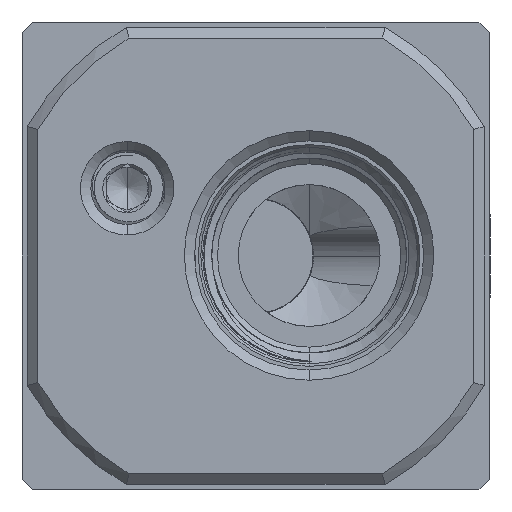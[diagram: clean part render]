
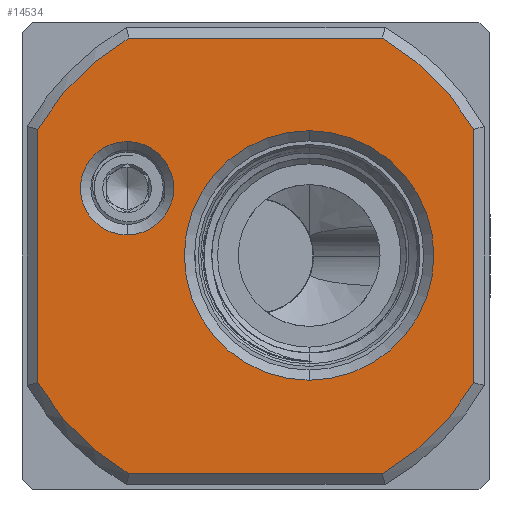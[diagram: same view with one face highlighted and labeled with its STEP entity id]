
A CAD part, left-side view. The second image highlights one B-rep face of the part: STEP entity #14534.
In plain terms, the highlighted planar face has unit normal (-1, 0, 0).
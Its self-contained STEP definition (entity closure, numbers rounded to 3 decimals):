
#275 = FACE_BOUND ( 'NONE', #27499, .T. ) ;
#779 = CARTESIAN_POINT ( 'NONE',  ( -61.94, 34.31, 20.75 ) ) ;
#809 = AXIS2_PLACEMENT_3D ( 'NONE', #7913, #15584, #11037 ) ;
#976 = ORIENTED_EDGE ( 'NONE', *, *, #26475, .T. ) ;
#1293 = CARTESIAN_POINT ( 'NONE',  ( -61.94, 1.5, -12.06 ) ) ;
#1687 = VECTOR ( 'NONE', #18672, 1000. ) ;
#1813 = DIRECTION ( 'NONE',  ( 0., -1., 0. ) ) ;
#1957 = LINE ( 'NONE', #28234, #21265 ) ;
#2028 = DIRECTION ( 'NONE',  ( 0., 0., 1. ) ) ;
#2091 = CIRCLE ( 'NONE', #31503, 11.875 ) ;
#2334 = CARTESIAN_POINT ( 'NONE',  ( -61.94, 1.5, 12.326 ) ) ;
#2588 = CARTESIAN_POINT ( 'NONE',  ( -61.94, 17.17, 11.925 ) ) ;
#2596 = EDGE_CURVE ( 'NONE', #29989, #29902, #3779, .T. ) ;
#2947 = CIRCLE ( 'NONE', #30935, 24. ) ;
#3034 = EDGE_CURVE ( 'NONE', #29280, #20717, #15263, .T. ) ;
#3466 = CARTESIAN_POINT ( 'NONE',  ( -61.94, 0.5, -21.75 ) ) ;
#3505 = EDGE_CURVE ( 'NONE', #26586, #29989, #2947, .T. ) ;
#3779 = LINE ( 'NONE', #19333, #25483 ) ;
#3810 = FACE_BOUND ( 'NONE', #5248, .T. ) ;
#4468 = EDGE_CURVE ( 'NONE', #20717, #29280, #9633, .T. ) ;
#4963 = EDGE_CURVE ( 'NONE', #32104, #12711, #30815, .T. ) ;
#5248 = EDGE_LOOP ( 'NONE', ( #32274, #24866 ) ) ;
#5511 = EDGE_CURVE ( 'NONE', #15191, #32627, #10422, .T. ) ;
#5601 = CARTESIAN_POINT ( 'NONE',  ( -61.94, 10.19, 20.75 ) ) ;
#5795 = LINE ( 'NONE', #2334, #10961 ) ;
#6471 = CARTESIAN_POINT ( 'NONE',  ( -61.94, 22.25, 0. ) ) ;
#6522 = AXIS2_PLACEMENT_3D ( 'NONE', #13781, #26511, #19047 ) ;
#6989 = ORIENTED_EDGE ( 'NONE', *, *, #2596, .T. ) ;
#7075 = ORIENTED_EDGE ( 'NONE', *, *, #3505, .T. ) ;
#7913 = CARTESIAN_POINT ( 'NONE',  ( -61.94, 34.5, 6.45 ) ) ;
#8143 = CARTESIAN_POINT ( 'NONE',  ( -61.94, 34.576, 20.75 ) ) ;
#8234 = DIRECTION ( 'NONE',  ( 0., 0., 1. ) ) ;
#9633 = CIRCLE ( 'NONE', #24909, 4.442 ) ;
#9657 = EDGE_CURVE ( 'NONE', #29902, #10133, #30665, .T. ) ;
#10111 = DIRECTION ( 'NONE',  ( 1., 0., 0. ) ) ;
#10133 = VERTEX_POINT ( 'NONE', #1293 ) ;
#10422 = CIRCLE ( 'NONE', #13322, 11.875 ) ;
#10806 = AXIS2_PLACEMENT_3D ( 'NONE', #25778, #30761, #13116 ) ;
#10961 = VECTOR ( 'NONE', #8234, 1000. ) ;
#10973 = DIRECTION ( 'NONE',  ( 0., 0., 1. ) ) ;
#11037 = DIRECTION ( 'NONE',  ( 0., 0., 1. ) ) ;
#11645 = CARTESIAN_POINT ( 'NONE',  ( -61.94, 34.5, 10.892 ) ) ;
#11954 = DIRECTION ( 'NONE',  ( 1., 0., 0. ) ) ;
#12139 = CARTESIAN_POINT ( 'NONE',  ( -61.94, 22.25, 0. ) ) ;
#12548 = PLANE ( 'NONE',  #13476 ) ;
#12630 = CARTESIAN_POINT ( 'NONE',  ( -61.94, 1.5, 12.06 ) ) ;
#12711 = VERTEX_POINT ( 'NONE', #5601 ) ;
#12908 = FACE_OUTER_BOUND ( 'NONE', #14351, .T. ) ;
#13116 = DIRECTION ( 'NONE',  ( 0., 0., 1. ) ) ;
#13322 = AXIS2_PLACEMENT_3D ( 'NONE', #24738, #11954, #2028 ) ;
#13476 = AXIS2_PLACEMENT_3D ( 'NONE', #3466, #21107, #25958 ) ;
#13652 = CARTESIAN_POINT ( 'NONE',  ( -61.94, 34.5, 2.008 ) ) ;
#13781 = CARTESIAN_POINT ( 'NONE',  ( -61.94, 22.25, 0. ) ) ;
#14351 = EDGE_LOOP ( 'NONE', ( #976, #26296, #15672, #7075, #6989, #15579, #19148, #24628 ) ) ;
#14534 = ADVANCED_FACE ( 'NONE', ( #275, #12908, #3810 ), #12548, .T. ) ;
#14906 = DIRECTION ( 'NONE',  ( 0., 0., 1. ) ) ;
#15191 = VERTEX_POINT ( 'NONE', #2588 ) ;
#15263 = CIRCLE ( 'NONE', #809, 4.442 ) ;
#15579 = ORIENTED_EDGE ( 'NONE', *, *, #9657, .T. ) ;
#15584 = DIRECTION ( 'NONE',  ( -1., 0., 0. ) ) ;
#15626 = DIRECTION ( 'NONE',  ( -1., 0., 0. ) ) ;
#15672 = ORIENTED_EDGE ( 'NONE', *, *, #18083, .T. ) ;
#15757 = DIRECTION ( 'NONE',  ( 0., 0., -1. ) ) ;
#16584 = AXIS2_PLACEMENT_3D ( 'NONE', #6471, #24127, #23684 ) ;
#16615 = VERTEX_POINT ( 'NONE', #19277 ) ;
#17908 = ORIENTED_EDGE ( 'NONE', *, *, #25957, .T. ) ;
#18083 = EDGE_CURVE ( 'NONE', #16615, #26586, #1957, .T. ) ;
#18672 = DIRECTION ( 'NONE',  ( 0., 1., 0. ) ) ;
#19047 = DIRECTION ( 'NONE',  ( 0., 0., 1. ) ) ;
#19148 = ORIENTED_EDGE ( 'NONE', *, *, #28804, .T. ) ;
#19277 = CARTESIAN_POINT ( 'NONE',  ( -61.94, 43., 12.06 ) ) ;
#19333 = CARTESIAN_POINT ( 'NONE',  ( -61.94, 9.924, -20.75 ) ) ;
#19705 = EDGE_CURVE ( 'NONE', #27578, #16615, #30577, .T. ) ;
#20717 = VERTEX_POINT ( 'NONE', #11645 ) ;
#21107 = DIRECTION ( 'NONE',  ( -1., 0., 0. ) ) ;
#21265 = VECTOR ( 'NONE', #15757, 1000. ) ;
#21494 = ORIENTED_EDGE ( 'NONE', *, *, #5511, .T. ) ;
#23684 = DIRECTION ( 'NONE',  ( 0., 0., 1. ) ) ;
#23999 = CARTESIAN_POINT ( 'NONE',  ( -61.94, 10.19, -20.75 ) ) ;
#24127 = DIRECTION ( 'NONE',  ( -1., 0., 0. ) ) ;
#24159 = LINE ( 'NONE', #8143, #1687 ) ;
#24628 = ORIENTED_EDGE ( 'NONE', *, *, #4963, .T. ) ;
#24738 = CARTESIAN_POINT ( 'NONE',  ( -61.94, 17.17, 0.05 ) ) ;
#24866 = ORIENTED_EDGE ( 'NONE', *, *, #3034, .F. ) ;
#24909 = AXIS2_PLACEMENT_3D ( 'NONE', #26054, #15626, #10973 ) ;
#24910 = DIRECTION ( 'NONE',  ( -1., 0., 0. ) ) ;
#25483 = VECTOR ( 'NONE', #1813, 1000. ) ;
#25778 = CARTESIAN_POINT ( 'NONE',  ( -61.94, 22.25, 0. ) ) ;
#25957 = EDGE_CURVE ( 'NONE', #32627, #15191, #2091, .T. ) ;
#25958 = DIRECTION ( 'NONE',  ( 0., 0., 1. ) ) ;
#26054 = CARTESIAN_POINT ( 'NONE',  ( -61.94, 34.5, 6.45 ) ) ;
#26296 = ORIENTED_EDGE ( 'NONE', *, *, #19705, .T. ) ;
#26350 = CARTESIAN_POINT ( 'NONE',  ( -61.94, 43., -12.06 ) ) ;
#26475 = EDGE_CURVE ( 'NONE', #12711, #27578, #24159, .T. ) ;
#26511 = DIRECTION ( 'NONE',  ( -1., 0., 0. ) ) ;
#26515 = CARTESIAN_POINT ( 'NONE',  ( -61.94, 34.31, -20.75 ) ) ;
#26586 = VERTEX_POINT ( 'NONE', #26350 ) ;
#27499 = EDGE_LOOP ( 'NONE', ( #21494, #17908 ) ) ;
#27576 = CARTESIAN_POINT ( 'NONE',  ( -61.94, 17.17, 0.05 ) ) ;
#27578 = VERTEX_POINT ( 'NONE', #779 ) ;
#27827 = CARTESIAN_POINT ( 'NONE',  ( -61.94, 17.17, -11.825 ) ) ;
#28234 = CARTESIAN_POINT ( 'NONE',  ( -61.94, 43., -12.326 ) ) ;
#28804 = EDGE_CURVE ( 'NONE', #10133, #32104, #5795, .T. ) ;
#29280 = VERTEX_POINT ( 'NONE', #13652 ) ;
#29902 = VERTEX_POINT ( 'NONE', #23999 ) ;
#29989 = VERTEX_POINT ( 'NONE', #26515 ) ;
#30394 = DIRECTION ( 'NONE',  ( 0., 0., 1. ) ) ;
#30577 = CIRCLE ( 'NONE', #10806, 24. ) ;
#30665 = CIRCLE ( 'NONE', #16584, 24. ) ;
#30761 = DIRECTION ( 'NONE',  ( -1., 0., 0. ) ) ;
#30815 = CIRCLE ( 'NONE', #6522, 24. ) ;
#30935 = AXIS2_PLACEMENT_3D ( 'NONE', #12139, #24910, #14906 ) ;
#31503 = AXIS2_PLACEMENT_3D ( 'NONE', #27576, #10111, #30394 ) ;
#32104 = VERTEX_POINT ( 'NONE', #12630 ) ;
#32274 = ORIENTED_EDGE ( 'NONE', *, *, #4468, .F. ) ;
#32627 = VERTEX_POINT ( 'NONE', #27827 ) ;
